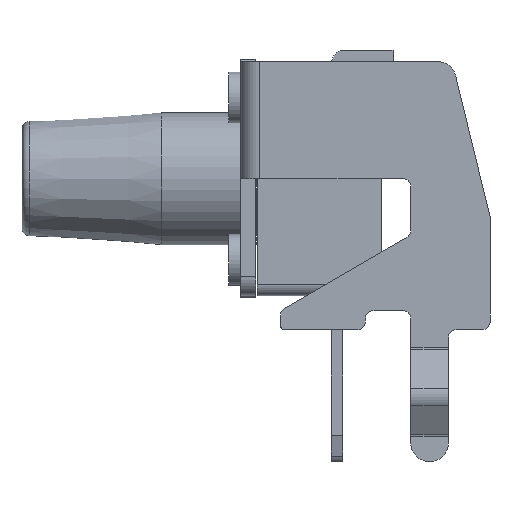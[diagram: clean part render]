
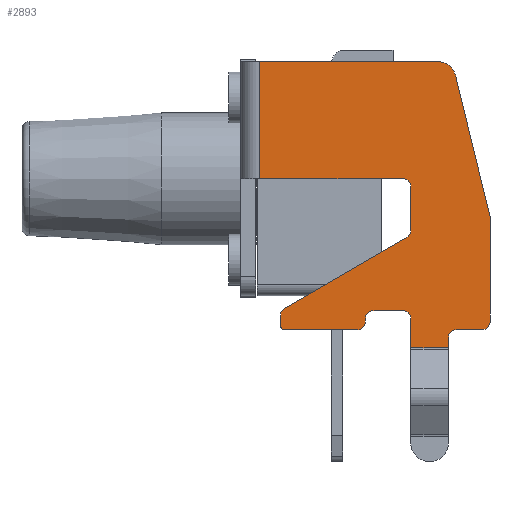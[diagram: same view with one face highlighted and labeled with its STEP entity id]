
A CAD part, front view. The second image highlights one B-rep face of the part: STEP entity #2893.
In plain terms, the highlighted planar face has unit normal (0, -1, 0).
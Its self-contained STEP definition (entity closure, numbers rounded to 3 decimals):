
#67=LINE('',#4397,#359);
#71=LINE('',#4409,#363);
#75=LINE('',#4421,#367);
#79=LINE('',#4433,#371);
#83=LINE('',#4445,#375);
#87=LINE('',#4457,#379);
#90=LINE('',#4463,#382);
#93=LINE('',#4469,#385);
#97=LINE('',#4481,#389);
#101=LINE('',#4493,#393);
#104=LINE('',#4499,#396);
#108=LINE('',#4511,#400);
#111=LINE('',#4517,#403);
#114=LINE('',#4523,#406);
#118=LINE('',#4534,#410);
#359=VECTOR('',#3531,3.757);
#363=VECTOR('',#3543,0.285);
#367=VECTOR('',#3555,1.95);
#371=VECTOR('',#3567,0.1);
#375=VECTOR('',#3579,0.8);
#379=VECTOR('',#3591,0.779);
#382=VECTOR('',#3596,1.);
#385=VECTOR('',#3601,0.279);
#389=VECTOR('',#3613,0.7);
#393=VECTOR('',#3625,2.8);
#396=VECTOR('',#3630,3.827);
#400=VECTOR('',#3642,4.707);
#403=VECTOR('',#3647,3.1);
#406=VECTOR('',#3652,3.8);
#410=VECTOR('',#3664,1.185);
#689=PLANE('',#3141);
#843=FACE_OUTER_BOUND('',#1031,.T.);
#1031=EDGE_LOOP('',(#2226,#2227,#2228,#2229,#2230,#2231,#2232,#2233,#2234,
#2235,#2236,#2237,#2238,#2239,#2240,#2241,#2242,#2243,#2244,#2245,#2246,
#2247,#2248,#2249,#2250));
#1165=CIRCLE('',#3096,0.2);
#1167=CIRCLE('',#3100,0.2);
#1169=CIRCLE('',#3104,0.1);
#1171=CIRCLE('',#3108,0.2);
#1173=CIRCLE('',#3112,0.2);
#1175=CIRCLE('',#3116,0.2);
#1177=CIRCLE('',#3122,0.2);
#1179=CIRCLE('',#3126,0.2);
#1181=CIRCLE('',#3131,0.5);
#1183=CIRCLE('',#3137,0.2);
#1311=VERTEX_POINT('',#4387);
#1312=VERTEX_POINT('',#4388);
#1315=VERTEX_POINT('',#4396);
#1317=VERTEX_POINT('',#4402);
#1319=VERTEX_POINT('',#4408);
#1321=VERTEX_POINT('',#4414);
#1323=VERTEX_POINT('',#4420);
#1325=VERTEX_POINT('',#4426);
#1327=VERTEX_POINT('',#4432);
#1329=VERTEX_POINT('',#4438);
#1331=VERTEX_POINT('',#4444);
#1333=VERTEX_POINT('',#4450);
#1335=VERTEX_POINT('',#4456);
#1337=VERTEX_POINT('',#4462);
#1339=VERTEX_POINT('',#4468);
#1341=VERTEX_POINT('',#4474);
#1343=VERTEX_POINT('',#4480);
#1345=VERTEX_POINT('',#4486);
#1347=VERTEX_POINT('',#4492);
#1349=VERTEX_POINT('',#4498);
#1351=VERTEX_POINT('',#4504);
#1353=VERTEX_POINT('',#4510);
#1355=VERTEX_POINT('',#4516);
#1357=VERTEX_POINT('',#4522);
#1359=VERTEX_POINT('',#4528);
#1611=EDGE_CURVE('',#1311,#1312,#1165,.T.);
#1615=EDGE_CURVE('',#1315,#1311,#67,.T.);
#1618=EDGE_CURVE('',#1317,#1315,#1167,.T.);
#1621=EDGE_CURVE('',#1319,#1317,#71,.T.);
#1624=EDGE_CURVE('',#1321,#1319,#1169,.T.);
#1627=EDGE_CURVE('',#1323,#1321,#75,.T.);
#1630=EDGE_CURVE('',#1325,#1323,#1171,.T.);
#1633=EDGE_CURVE('',#1327,#1325,#79,.T.);
#1636=EDGE_CURVE('',#1329,#1327,#1173,.T.);
#1639=EDGE_CURVE('',#1331,#1329,#83,.T.);
#1642=EDGE_CURVE('',#1333,#1331,#1175,.T.);
#1645=EDGE_CURVE('',#1335,#1333,#87,.T.);
#1648=EDGE_CURVE('',#1337,#1335,#90,.T.);
#1651=EDGE_CURVE('',#1339,#1337,#93,.T.);
#1654=EDGE_CURVE('',#1341,#1339,#1177,.T.);
#1657=EDGE_CURVE('',#1343,#1341,#97,.T.);
#1660=EDGE_CURVE('',#1345,#1343,#1179,.T.);
#1663=EDGE_CURVE('',#1347,#1345,#101,.T.);
#1666=EDGE_CURVE('',#1349,#1347,#104,.T.);
#1669=EDGE_CURVE('',#1351,#1349,#1181,.T.);
#1672=EDGE_CURVE('',#1353,#1351,#108,.T.);
#1675=EDGE_CURVE('',#1355,#1353,#111,.T.);
#1678=EDGE_CURVE('',#1357,#1355,#114,.T.);
#1681=EDGE_CURVE('',#1359,#1357,#1183,.T.);
#1684=EDGE_CURVE('',#1312,#1359,#118,.T.);
#2226=ORIENTED_EDGE('',*,*,#1684,.F.);
#2227=ORIENTED_EDGE('',*,*,#1611,.F.);
#2228=ORIENTED_EDGE('',*,*,#1615,.F.);
#2229=ORIENTED_EDGE('',*,*,#1618,.F.);
#2230=ORIENTED_EDGE('',*,*,#1621,.F.);
#2231=ORIENTED_EDGE('',*,*,#1624,.F.);
#2232=ORIENTED_EDGE('',*,*,#1627,.F.);
#2233=ORIENTED_EDGE('',*,*,#1630,.F.);
#2234=ORIENTED_EDGE('',*,*,#1633,.F.);
#2235=ORIENTED_EDGE('',*,*,#1636,.F.);
#2236=ORIENTED_EDGE('',*,*,#1639,.F.);
#2237=ORIENTED_EDGE('',*,*,#1642,.F.);
#2238=ORIENTED_EDGE('',*,*,#1645,.F.);
#2239=ORIENTED_EDGE('',*,*,#1648,.F.);
#2240=ORIENTED_EDGE('',*,*,#1651,.F.);
#2241=ORIENTED_EDGE('',*,*,#1654,.F.);
#2242=ORIENTED_EDGE('',*,*,#1657,.F.);
#2243=ORIENTED_EDGE('',*,*,#1660,.F.);
#2244=ORIENTED_EDGE('',*,*,#1663,.F.);
#2245=ORIENTED_EDGE('',*,*,#1666,.F.);
#2246=ORIENTED_EDGE('',*,*,#1669,.F.);
#2247=ORIENTED_EDGE('',*,*,#1672,.F.);
#2248=ORIENTED_EDGE('',*,*,#1675,.F.);
#2249=ORIENTED_EDGE('',*,*,#1678,.F.);
#2250=ORIENTED_EDGE('',*,*,#1681,.F.);
#2893=ADVANCED_FACE('',(#843),#689,.T.);
#3096=AXIS2_PLACEMENT_3D('',#4389,#3523,#3524);
#3100=AXIS2_PLACEMENT_3D('',#4403,#3536,#3537);
#3104=AXIS2_PLACEMENT_3D('',#4415,#3548,#3549);
#3108=AXIS2_PLACEMENT_3D('',#4427,#3560,#3561);
#3112=AXIS2_PLACEMENT_3D('',#4439,#3572,#3573);
#3116=AXIS2_PLACEMENT_3D('',#4451,#3584,#3585);
#3122=AXIS2_PLACEMENT_3D('',#4475,#3606,#3607);
#3126=AXIS2_PLACEMENT_3D('',#4487,#3618,#3619);
#3131=AXIS2_PLACEMENT_3D('',#4505,#3635,#3636);
#3137=AXIS2_PLACEMENT_3D('',#4529,#3657,#3658);
#3141=AXIS2_PLACEMENT_3D('',#4537,#3668,#3669);
#3523=DIRECTION('center_axis',(0.,-1.,0.));
#3524=DIRECTION('ref_axis',(0.502,0.,-0.865));
#3531=DIRECTION('',(0.865,0.,0.502));
#3536=DIRECTION('center_axis',(0.,1.,0.));
#3537=DIRECTION('ref_axis',(-1.,0.,0.));
#3543=DIRECTION('',(0.,0.,1.));
#3548=DIRECTION('center_axis',(0.,1.,0.));
#3549=DIRECTION('ref_axis',(0.,0.,-1.));
#3555=DIRECTION('',(-1.,0.,0.));
#3560=DIRECTION('center_axis',(0.,1.,0.));
#3561=DIRECTION('ref_axis',(1.,0.,0.));
#3567=DIRECTION('',(0.,0.,-1.));
#3572=DIRECTION('center_axis',(0.,-1.,0.));
#3573=DIRECTION('ref_axis',(0.,0.,1.));
#3579=DIRECTION('',(-1.,0.,0.));
#3584=DIRECTION('center_axis',(0.,-1.,0.));
#3585=DIRECTION('ref_axis',(1.,0.,0.));
#3591=DIRECTION('',(0.,0.,1.));
#3596=DIRECTION('',(-1.,0.,0.));
#3601=DIRECTION('',(0.,0.,-1.));
#3606=DIRECTION('center_axis',(0.,-1.,0.));
#3607=DIRECTION('ref_axis',(0.,0.,1.));
#3613=DIRECTION('',(-1.,0.,0.));
#3618=DIRECTION('center_axis',(0.,1.,0.));
#3619=DIRECTION('ref_axis',(1.,0.,0.));
#3625=DIRECTION('',(0.,0.,-1.));
#3630=DIRECTION('',(0.237,0.,-0.972));
#3635=DIRECTION('center_axis',(0.,1.,0.));
#3636=DIRECTION('ref_axis',(0.,0.,1.));
#3642=DIRECTION('',(1.,0.,0.));
#3647=DIRECTION('',(0.,0.,1.));
#3652=DIRECTION('',(-1.,0.,0.));
#3657=DIRECTION('center_axis',(0.,-1.,0.));
#3658=DIRECTION('ref_axis',(1.,0.,0.));
#3664=DIRECTION('',(0.,0.,1.));
#3668=DIRECTION('center_axis',(0.,-1.,0.));
#3669=DIRECTION('ref_axis',(0.,0.,-1.));
#4387=CARTESIAN_POINT('',(0.6,-3.75,2.442));
#4388=CARTESIAN_POINT('',(0.7,-3.75,2.615));
#4389=CARTESIAN_POINT('Origin',(0.5,-3.75,2.615));
#4396=CARTESIAN_POINT('',(-2.65,-3.75,0.558));
#4397=CARTESIAN_POINT('',(-2.65,-3.75,0.558));
#4402=CARTESIAN_POINT('',(-2.75,-3.75,0.385));
#4403=CARTESIAN_POINT('Origin',(-2.55,-3.75,0.385));
#4408=CARTESIAN_POINT('',(-2.75,-3.75,0.1));
#4409=CARTESIAN_POINT('',(-2.75,-3.75,0.1));
#4414=CARTESIAN_POINT('',(-2.65,-3.75,0.));
#4415=CARTESIAN_POINT('Origin',(-2.65,-3.75,0.1));
#4420=CARTESIAN_POINT('',(-0.7,-3.75,0.));
#4421=CARTESIAN_POINT('',(-0.7,-3.75,0.));
#4426=CARTESIAN_POINT('',(-0.5,-3.75,0.2));
#4427=CARTESIAN_POINT('Origin',(-0.7,-3.75,0.2));
#4432=CARTESIAN_POINT('',(-0.5,-3.75,0.3));
#4433=CARTESIAN_POINT('',(-0.5,-3.75,0.3));
#4438=CARTESIAN_POINT('',(-0.3,-3.75,0.5));
#4439=CARTESIAN_POINT('Origin',(-0.3,-3.75,0.3));
#4444=CARTESIAN_POINT('',(0.5,-3.75,0.5));
#4445=CARTESIAN_POINT('',(0.5,-3.75,0.5));
#4450=CARTESIAN_POINT('',(0.7,-3.75,0.3));
#4451=CARTESIAN_POINT('Origin',(0.5,-3.75,0.3));
#4456=CARTESIAN_POINT('',(0.7,-3.75,-0.479));
#4457=CARTESIAN_POINT('',(0.7,-3.75,-0.479));
#4462=CARTESIAN_POINT('',(1.7,-3.75,-0.479));
#4463=CARTESIAN_POINT('',(1.7,-3.75,-0.479));
#4468=CARTESIAN_POINT('',(1.7,-3.75,-0.2));
#4469=CARTESIAN_POINT('',(1.7,-3.75,-0.2));
#4474=CARTESIAN_POINT('',(1.9,-3.75,0.));
#4475=CARTESIAN_POINT('Origin',(1.9,-3.75,-0.2));
#4480=CARTESIAN_POINT('',(2.6,-3.75,0.));
#4481=CARTESIAN_POINT('',(2.6,-3.75,0.));
#4486=CARTESIAN_POINT('',(2.8,-3.75,0.2));
#4487=CARTESIAN_POINT('Origin',(2.6,-3.75,0.2));
#4492=CARTESIAN_POINT('',(2.8,-3.75,3.));
#4493=CARTESIAN_POINT('',(2.8,-3.75,3.));
#4498=CARTESIAN_POINT('',(1.893,-3.75,6.718));
#4499=CARTESIAN_POINT('',(1.893,-3.75,6.718));
#4504=CARTESIAN_POINT('',(1.407,-3.75,7.1));
#4505=CARTESIAN_POINT('Origin',(1.407,-3.75,6.6));
#4510=CARTESIAN_POINT('',(-3.3,-3.75,7.1));
#4511=CARTESIAN_POINT('',(-3.3,-3.75,7.1));
#4516=CARTESIAN_POINT('',(-3.3,-3.75,4.));
#4517=CARTESIAN_POINT('',(-3.3,-3.75,4.));
#4522=CARTESIAN_POINT('',(0.5,-3.75,4.));
#4523=CARTESIAN_POINT('',(0.5,-3.75,4.));
#4528=CARTESIAN_POINT('',(0.7,-3.75,3.8));
#4529=CARTESIAN_POINT('Origin',(0.5,-3.75,3.8));
#4534=CARTESIAN_POINT('',(0.7,-3.75,2.615));
#4537=CARTESIAN_POINT('Origin',(-0.162,-3.75,3.288));
